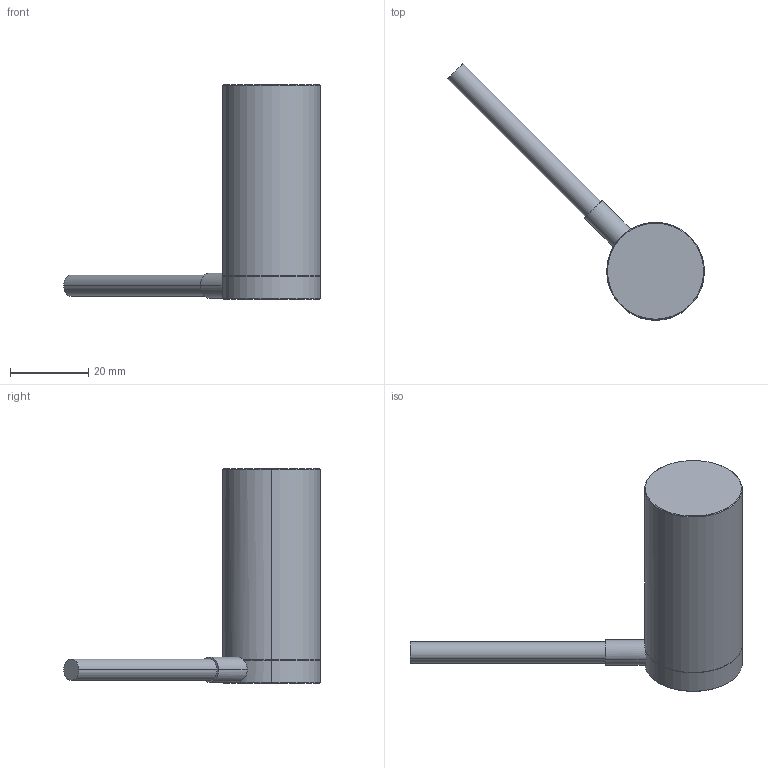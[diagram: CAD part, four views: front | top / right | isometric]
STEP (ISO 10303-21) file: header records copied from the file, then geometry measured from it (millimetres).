
FILE_DESCRIPTION (( 'STEP AP203' ), '1' );
FILE_NAME ('P32.ZT4啊噩3D耀倰芞2022.06.01.STEP', '2022-06-01T02:22:05', ( 'Micorosoft' ), ( 'Micorosoft' ), 'SwSTEP 2.0', 'SolidWorks 2016', '' );
FILE_SCHEMA (( 'CONFIG_CONTROL_DESIGN' ));
Length unit declared in the file: millimetre
Products named in the file (1): P32.ZT4啊噩3D耀倰芞2022.06.01
Bounding box: 65.71 x 65.71 x 55 mm (x, y, z)
Volume: 28349.5 mm3; surface area: 6601.5 mm2
Topology: 1 solids, 5 shells, 53 faces, 114 edges, 68 vertices
Faces by surface type: cylinder 27, plane 14, cone 12
Entity records: 1523 total; most frequent: CARTESIAN_POINT 300, DIRECTION 266, ORIENTED_EDGE 212, AXIS2_PLACEMENT_3D 112, EDGE_CURVE 106, VERTEX_POINT 68, EDGE_LOOP 58, CIRCLE 58
